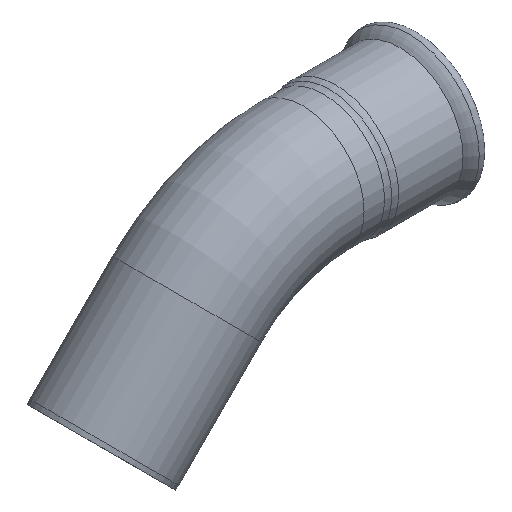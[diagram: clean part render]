
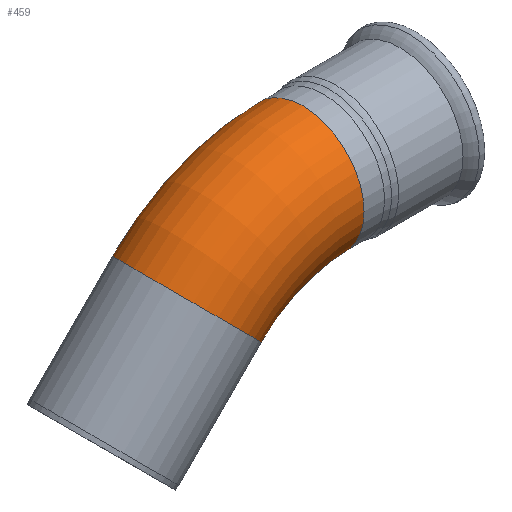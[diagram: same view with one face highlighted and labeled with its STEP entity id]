
A CAD part, isometric view. The second image highlights one B-rep face of the part: STEP entity #459.
In plain terms, the highlighted toroidal (fillet/blend) face has major radius 227 mm and minor radius 84.15 mm.
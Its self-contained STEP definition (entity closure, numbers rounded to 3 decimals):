
#71=FACE_OUTER_BOUND('',#93,.T.);
#93=EDGE_LOOP('',(#351,#352,#353,#354,#355,#356));
#131=CIRCLE('',#524,84.15);
#132=CIRCLE('',#525,84.15);
#137=CIRCLE('',#532,142.85);
#138=CIRCLE('',#533,84.15);
#139=CIRCLE('',#534,84.15);
#191=VERTEX_POINT('',#817);
#192=VERTEX_POINT('',#819);
#196=VERTEX_POINT('',#831);
#197=VERTEX_POINT('',#833);
#251=EDGE_CURVE('',#192,#191,#131,.T.);
#252=EDGE_CURVE('',#191,#192,#132,.T.);
#257=EDGE_CURVE('',#191,#196,#137,.T.);
#258=EDGE_CURVE('',#197,#196,#138,.T.);
#259=EDGE_CURVE('',#196,#197,#139,.T.);
#351=ORIENTED_EDGE('',*,*,#251,.T.);
#352=ORIENTED_EDGE('',*,*,#257,.T.);
#353=ORIENTED_EDGE('',*,*,#258,.F.);
#354=ORIENTED_EDGE('',*,*,#259,.F.);
#355=ORIENTED_EDGE('',*,*,#257,.F.);
#356=ORIENTED_EDGE('',*,*,#252,.T.);
#443=TOROIDAL_SURFACE('',#531,227.,84.15);
#459=ADVANCED_FACE('',(#71),#443,.T.);
#524=AXIS2_PLACEMENT_3D('',#820,#648,#649);
#525=AXIS2_PLACEMENT_3D('',#821,#650,#651);
#531=AXIS2_PLACEMENT_3D('',#830,#662,#663);
#532=AXIS2_PLACEMENT_3D('',#832,#664,#665);
#533=AXIS2_PLACEMENT_3D('',#834,#666,#667);
#534=AXIS2_PLACEMENT_3D('',#835,#668,#669);
#648=DIRECTION('center_axis',(0.707,0.,0.707));
#649=DIRECTION('ref_axis',(-0.707,0.,0.707));
#650=DIRECTION('center_axis',(0.707,0.,0.707));
#651=DIRECTION('ref_axis',(-0.707,0.,0.707));
#662=DIRECTION('center_axis',(0.,-1.,0.));
#663=DIRECTION('ref_axis',(0.,0.,-1.));
#664=DIRECTION('center_axis',(0.,1.,0.));
#665=DIRECTION('ref_axis',(0.,0.,-1.));
#666=DIRECTION('center_axis',(1.,0.,0.));
#667=DIRECTION('ref_axis',(0.,1.,0.));
#668=DIRECTION('center_axis',(1.,0.,0.));
#669=DIRECTION('ref_axis',(0.,1.,0.));
#817=CARTESIAN_POINT('',(-101.01,0.,101.01));
#819=CARTESIAN_POINT('',(-160.513,-84.15,160.513));
#820=CARTESIAN_POINT('Origin',(-160.513,0.,160.513));
#821=CARTESIAN_POINT('Origin',(-160.513,0.,160.513));
#830=CARTESIAN_POINT('Origin',(0.,0.,0.));
#831=CARTESIAN_POINT('',(0.,0.,142.85));
#832=CARTESIAN_POINT('Origin',(0.,0.,0.));
#833=CARTESIAN_POINT('',(0.,-84.15,227.));
#834=CARTESIAN_POINT('Origin',(0.,0.,227.));
#835=CARTESIAN_POINT('Origin',(0.,0.,227.));
